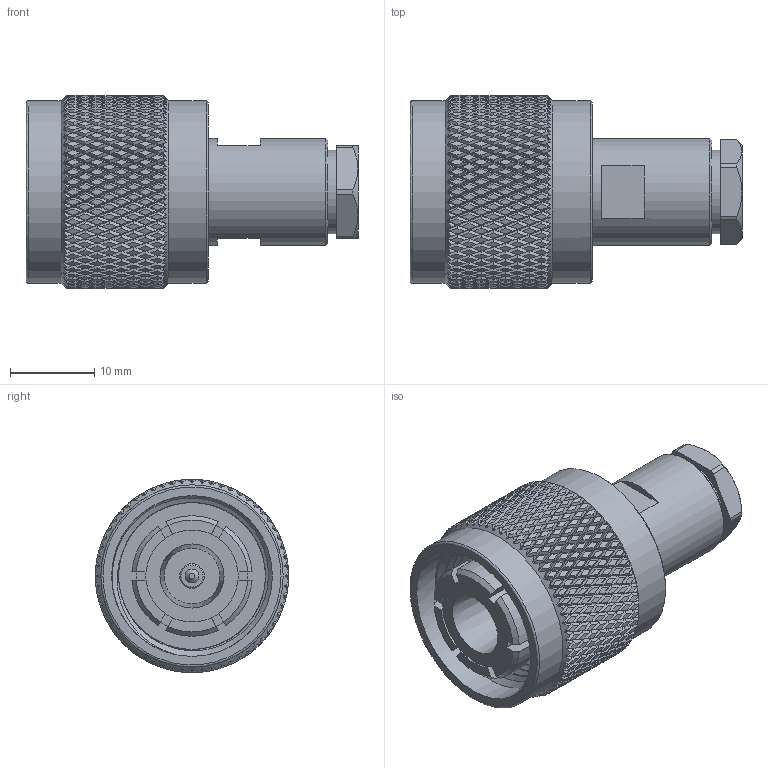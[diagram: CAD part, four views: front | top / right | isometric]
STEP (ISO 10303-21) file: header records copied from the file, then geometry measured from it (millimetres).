
FILE_DESCRIPTION (( 'STEP AP203' ), '1' );
FILE_NAME ('PE4198_3D.step', '2021-10-07T16:26:41', ( '' ), ( '' ), 'SwSTEP 2.0', 'SolidWorks 2021', '' );
FILE_SCHEMA (( 'CONFIG_CONTROL_DESIGN' ));
Products named in the file (1): PE4198_3D
Bounding box: 39.31 x 22.86 x 22.86 mm (x, y, z)
Volume: 8128.2 mm3; surface area: 5769.7 mm2
Topology: 1 solids, 1 shells, 2879 faces, 6177 edges, 3310 vertices
Faces by surface type: bspline 2164, cylinder 640, plane 54, cone 21
Full cylindrical faces by diameter (mm): 1.651 x1, 2.886 x1, 5.7 x1, 9.868 x1, 12.671 x1, 13.259 x1, 19.05 x8, 21.59 x2
Entity records: 104367 total; most frequent: CARTESIAN_POINT 66788, ORIENTED_EDGE 12256, EDGE_CURVE 6128, VERTEX_POINT 3287, EDGE_LOOP 2901, FACE_OUTER_BOUND 2882, ADVANCED_FACE 2872, B_SPLINE_CURVE_WITH_KNOTS 2606
